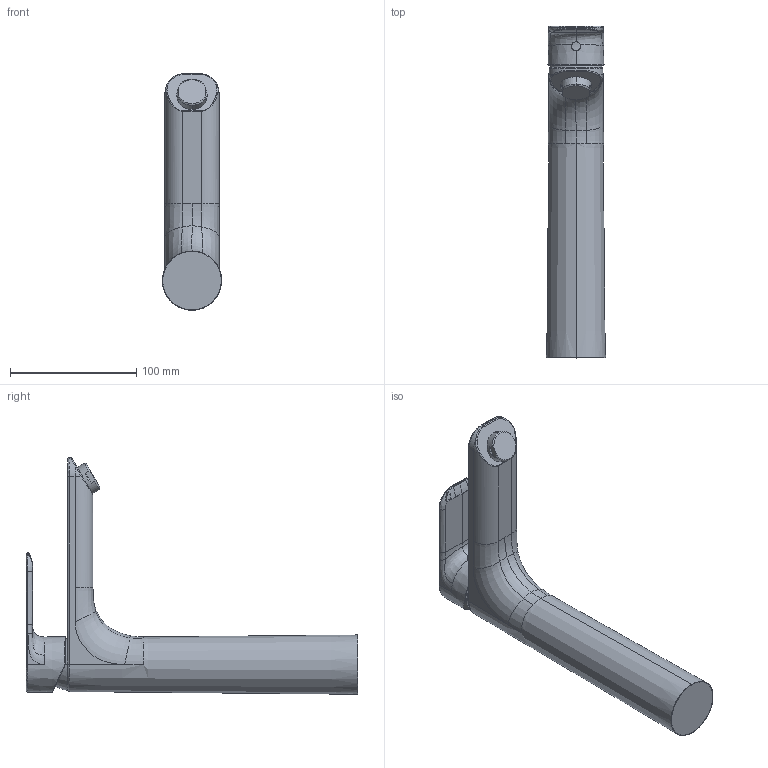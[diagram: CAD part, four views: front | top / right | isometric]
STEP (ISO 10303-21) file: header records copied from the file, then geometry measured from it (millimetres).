
FILE_DESCRIPTION (( 'STEP AP203' ), '1' );
FILE_NAME ('55472203(2022).STEP', '2022-10-13T07:49:39', ( '' ), ( '' ), 'SwSTEP 2.0', 'SolidWorks 2016', '' );
FILE_SCHEMA (( 'CONFIG_CONTROL_DESIGN' ));
Length unit declared in the file: millimetre
Products named in the file (1): 55472203(2022)
Bounding box: 46.99 x 263 x 187.5 mm (x, y, z)
Volume: 541944.3 mm3; surface area: 65497.8 mm2
Topology: 1 solids, 6 shells, 240 faces, 591 edges, 370 vertices
Faces by surface type: bspline 122, plane 87, cylinder 15, cone 14, torus 2
Entity records: 15883 total; most frequent: CARTESIAN_POINT 11165, ORIENTED_EDGE 1182, DIRECTION 638, EDGE_CURVE 591, VERTEX_POINT 370, EDGE_LOOP 247, FACE_OUTER_BOUND 240, ADVANCED_FACE 240
